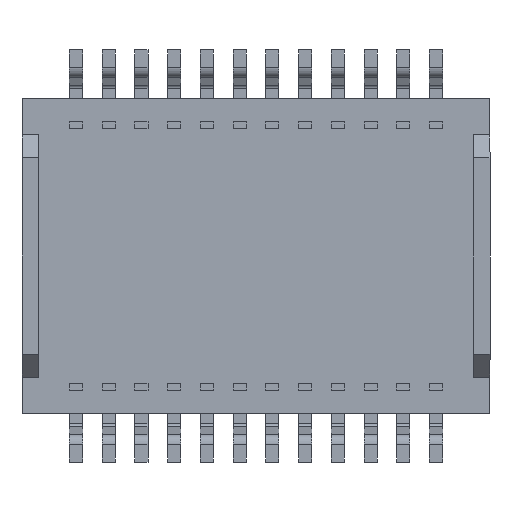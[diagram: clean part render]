
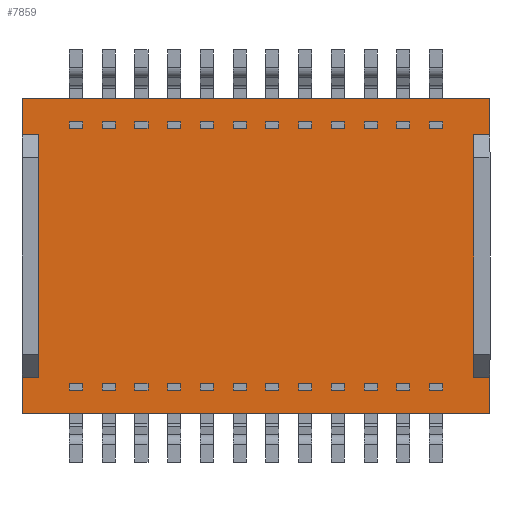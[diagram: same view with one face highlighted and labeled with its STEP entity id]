
A CAD part, front view. The second image highlights one B-rep face of the part: STEP entity #7859.
In plain terms, the highlighted planar face has unit normal (0, -1, 0).
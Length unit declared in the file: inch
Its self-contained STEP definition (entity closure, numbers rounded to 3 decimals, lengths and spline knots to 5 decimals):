
#66 = CARTESIAN_POINT ( 'NONE',  ( 0.3575, 0., 0.24 ) ) ;
#89 = CARTESIAN_POINT ( 'NONE',  ( -0.3575, 0., 0.24 ) ) ;
#127 = LINE ( 'NONE', #66, #5544 ) ;
#421 = EDGE_CURVE ( 'NONE', #14041, #12468, #8287, .T. ) ;
#430 = VECTOR ( 'NONE', #8382, 39.37008 ) ;
#529 = AXIS2_PLACEMENT_3D ( 'NONE', #10432, #6063, #13787 ) ;
#633 = CARTESIAN_POINT ( 'NONE',  ( -0.3575, 0., -0.24 ) ) ;
#755 = VECTOR ( 'NONE', #8707, 39.37008 ) ;
#780 = VERTEX_POINT ( 'NONE', #5404 ) ;
#874 = VECTOR ( 'NONE', #5045, 39.37008 ) ;
#893 = CARTESIAN_POINT ( 'NONE',  ( -0.3575, 0., 0.185 ) ) ;
#1203 = DIRECTION ( 'NONE',  ( 0., 0., 1. ) ) ;
#1407 = VERTEX_POINT ( 'NONE', #12465 ) ;
#2199 = ORIENTED_EDGE ( 'NONE', *, *, #9992, .T. ) ;
#2403 = VERTEX_POINT ( 'NONE', #5936 ) ;
#3073 = ORIENTED_EDGE ( 'NONE', *, *, #7552, .F. ) ;
#3231 = EDGE_CURVE ( 'NONE', #780, #14028, #10520, .T. ) ;
#3300 = EDGE_CURVE ( 'NONE', #3763, #12468, #8789, .T. ) ;
#3373 = LINE ( 'NONE', #633, #430 ) ;
#3442 = VECTOR ( 'NONE', #5436, 39.37008 ) ;
#3468 = ORIENTED_EDGE ( 'NONE', *, *, #3300, .F. ) ;
#3763 = VERTEX_POINT ( 'NONE', #14258 ) ;
#3876 = VECTOR ( 'NONE', #12003, 39.37008 ) ;
#3914 = CARTESIAN_POINT ( 'NONE',  ( 0.3325, 0., 0.15 ) ) ;
#3978 = LINE ( 'NONE', #9380, #6595 ) ;
#4129 = VERTEX_POINT ( 'NONE', #8722 ) ;
#4240 = ORIENTED_EDGE ( 'NONE', *, *, #11231, .F. ) ;
#4504 = VERTEX_POINT ( 'NONE', #5069 ) ;
#4521 = ORIENTED_EDGE ( 'NONE', *, *, #8932, .T. ) ;
#4547 = DIRECTION ( 'NONE',  ( 0., 0., -1. ) ) ;
#4683 = VECTOR ( 'NONE', #1203, 39.37008 ) ;
#4693 = EDGE_CURVE ( 'NONE', #9843, #780, #3373, .T. ) ;
#5045 = DIRECTION ( 'NONE',  ( 0., 0., -1. ) ) ;
#5069 = CARTESIAN_POINT ( 'NONE',  ( 0.3575, 0., 0.24 ) ) ;
#5094 = CARTESIAN_POINT ( 'NONE',  ( 0.3575, 0., -0.24 ) ) ;
#5347 = VECTOR ( 'NONE', #14020, 39.37008 ) ;
#5404 = CARTESIAN_POINT ( 'NONE',  ( -0.3575, 0., -0.24 ) ) ;
#5436 = DIRECTION ( 'NONE',  ( 0., 0., -1. ) ) ;
#5475 = EDGE_CURVE ( 'NONE', #3763, #14028, #5635, .T. ) ;
#5544 = VECTOR ( 'NONE', #4547, 39.37008 ) ;
#5554 = VECTOR ( 'NONE', #12932, 39.37008 ) ;
#5635 = LINE ( 'NONE', #9808, #755 ) ;
#5936 = CARTESIAN_POINT ( 'NONE',  ( 0.3325, 0., 0.185 ) ) ;
#6063 = DIRECTION ( 'NONE',  ( 0., -1., 0. ) ) ;
#6081 = CARTESIAN_POINT ( 'NONE',  ( -0.3575, 0., 0.24 ) ) ;
#6119 = DIRECTION ( 'NONE',  ( 0., 0., 1. ) ) ;
#6337 = CARTESIAN_POINT ( 'NONE',  ( 0., 0., 0.185 ) ) ;
#6497 = EDGE_CURVE ( 'NONE', #2403, #1407, #6797, .T. ) ;
#6595 = VECTOR ( 'NONE', #6119, 39.37008 ) ;
#6655 = ORIENTED_EDGE ( 'NONE', *, *, #5475, .T. ) ;
#6797 = LINE ( 'NONE', #3914, #874 ) ;
#7552 = EDGE_CURVE ( 'NONE', #14050, #9843, #11892, .T. ) ;
#7859 = ADVANCED_FACE ( 'NONE', ( #10677 ), #12676, .T. ) ;
#7869 = ORIENTED_EDGE ( 'NONE', *, *, #3231, .F. ) ;
#8287 = LINE ( 'NONE', #6337, #5347 ) ;
#8382 = DIRECTION ( 'NONE',  ( -1., 0., 0. ) ) ;
#8461 = LINE ( 'NONE', #11774, #5554 ) ;
#8652 = ORIENTED_EDGE ( 'NONE', *, *, #11142, .F. ) ;
#8673 = CARTESIAN_POINT ( 'NONE',  ( 0., 0., -0.185 ) ) ;
#8707 = DIRECTION ( 'NONE',  ( -1., 0., 0. ) ) ;
#8722 = CARTESIAN_POINT ( 'NONE',  ( 0.3575, 0., 0.185 ) ) ;
#8728 = DIRECTION ( 'NONE',  ( 1., 0., 0. ) ) ;
#8789 = LINE ( 'NONE', #9073, #14336 ) ;
#8932 = EDGE_CURVE ( 'NONE', #14050, #1407, #12712, .T. ) ;
#9073 = CARTESIAN_POINT ( 'NONE',  ( -0.3325, 0., 0.15 ) ) ;
#9332 = ORIENTED_EDGE ( 'NONE', *, *, #12139, .F. ) ;
#9380 = CARTESIAN_POINT ( 'NONE',  ( -0.3575, 0., 0.24 ) ) ;
#9737 = CARTESIAN_POINT ( 'NONE',  ( -0.3575, 0., -0.185 ) ) ;
#9767 = ORIENTED_EDGE ( 'NONE', *, *, #4693, .F. ) ;
#9808 = CARTESIAN_POINT ( 'NONE',  ( 0., 0., -0.185 ) ) ;
#9843 = VERTEX_POINT ( 'NONE', #5094 ) ;
#9992 = EDGE_CURVE ( 'NONE', #2403, #4129, #11429, .T. ) ;
#10188 = DIRECTION ( 'NONE',  ( 0., 0., 1. ) ) ;
#10432 = CARTESIAN_POINT ( 'NONE',  ( 0., 0., 0. ) ) ;
#10520 = LINE ( 'NONE', #89, #4683 ) ;
#10677 = FACE_OUTER_BOUND ( 'NONE', #11439, .T. ) ;
#10892 = CARTESIAN_POINT ( 'NONE',  ( 0., 0., 0.185 ) ) ;
#11142 = EDGE_CURVE ( 'NONE', #14041, #13023, #3978, .T. ) ;
#11231 = EDGE_CURVE ( 'NONE', #13023, #4504, #8461, .T. ) ;
#11429 = LINE ( 'NONE', #10892, #14061 ) ;
#11439 = EDGE_LOOP ( 'NONE', ( #11769, #2199, #9332, #4240, #8652, #13883, #3468, #6655, #7869, #9767, #3073, #4521 ) ) ;
#11769 = ORIENTED_EDGE ( 'NONE', *, *, #6497, .F. ) ;
#11774 = CARTESIAN_POINT ( 'NONE',  ( -0.3575, 0., 0.24 ) ) ;
#11883 = CARTESIAN_POINT ( 'NONE',  ( -0.3325, 0., 0.185 ) ) ;
#11892 = LINE ( 'NONE', #12025, #3442 ) ;
#12003 = DIRECTION ( 'NONE',  ( -1., 0., 0. ) ) ;
#12025 = CARTESIAN_POINT ( 'NONE',  ( 0.3575, 0., 0.24 ) ) ;
#12139 = EDGE_CURVE ( 'NONE', #4504, #4129, #127, .T. ) ;
#12465 = CARTESIAN_POINT ( 'NONE',  ( 0.3325, 0., -0.185 ) ) ;
#12468 = VERTEX_POINT ( 'NONE', #11883 ) ;
#12676 = PLANE ( 'NONE',  #529 ) ;
#12712 = LINE ( 'NONE', #8673, #3876 ) ;
#12932 = DIRECTION ( 'NONE',  ( 1., 0., 0. ) ) ;
#13023 = VERTEX_POINT ( 'NONE', #6081 ) ;
#13787 = DIRECTION ( 'NONE',  ( 0., 0., -1. ) ) ;
#13883 = ORIENTED_EDGE ( 'NONE', *, *, #421, .T. ) ;
#14020 = DIRECTION ( 'NONE',  ( 1., 0., 0. ) ) ;
#14028 = VERTEX_POINT ( 'NONE', #9737 ) ;
#14041 = VERTEX_POINT ( 'NONE', #893 ) ;
#14050 = VERTEX_POINT ( 'NONE', #14215 ) ;
#14061 = VECTOR ( 'NONE', #8728, 39.37008 ) ;
#14215 = CARTESIAN_POINT ( 'NONE',  ( 0.3575, 0., -0.185 ) ) ;
#14258 = CARTESIAN_POINT ( 'NONE',  ( -0.3325, 0., -0.185 ) ) ;
#14336 = VECTOR ( 'NONE', #10188, 39.37008 ) ;
